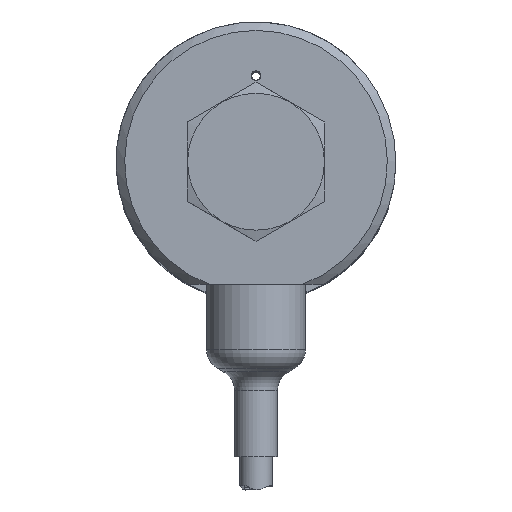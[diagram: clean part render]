
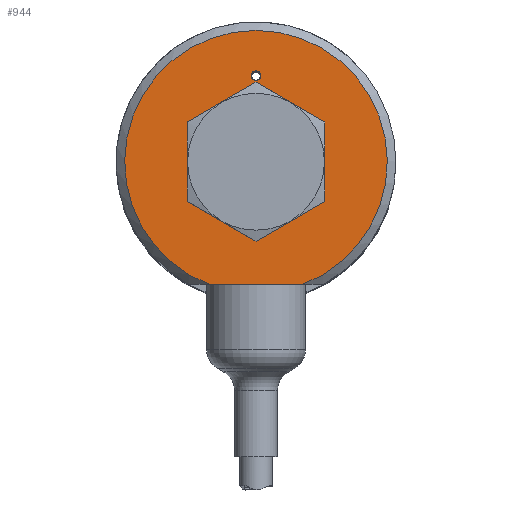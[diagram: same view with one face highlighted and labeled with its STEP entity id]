
A CAD part, top view. The second image highlights one B-rep face of the part: STEP entity #944.
In plain terms, the highlighted planar face has unit normal (0, 0, 1).
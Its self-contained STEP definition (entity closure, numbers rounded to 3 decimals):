
#125 = VECTOR ( 'NONE', #648, 1000. ) ;
#130 = LINE ( 'NONE', #896, #125 ) ;
#172 = VERTEX_POINT ( 'NONE', #421 ) ;
#177 = CARTESIAN_POINT ( 'NONE',  ( 14.25, 0., 0. ) ) ;
#218 = VERTEX_POINT ( 'NONE', #177 ) ;
#232 = AXIS2_PLACEMENT_3D ( 'NONE', #1396, #1387, #1380 ) ;
#348 = CIRCLE ( 'NONE', #1295, 1.15 ) ;
#421 = CARTESIAN_POINT ( 'NONE',  ( 1.15, 20., 0. ) ) ;
#455 = CIRCLE ( 'NONE', #1048, 30.5 ) ;
#468 = EDGE_CURVE ( 'NONE', #218, #218, #668, .T. ) ;
#483 = FACE_BOUND ( 'NONE', #1348, .T. ) ;
#486 = FACE_BOUND ( 'NONE', #1340, .T. ) ;
#503 = FACE_OUTER_BOUND ( 'NONE', #1344, .T. ) ;
#611 = CARTESIAN_POINT ( 'NONE',  ( 0., 20., 0. ) ) ;
#624 = AXIS2_PLACEMENT_3D ( 'NONE', #849, #1232, #1227 ) ;
#640 = CARTESIAN_POINT ( 'NONE',  ( 0., 0., 0. ) ) ;
#648 = DIRECTION ( 'NONE',  ( -1., 0., 0. ) ) ;
#668 = CIRCLE ( 'NONE', #232, 14.25 ) ;
#686 = CARTESIAN_POINT ( 'NONE',  ( 10.863, -28.5, 0. ) ) ;
#740 = DIRECTION ( 'NONE',  ( 1., 0., 0. ) ) ;
#757 = CARTESIAN_POINT ( 'NONE',  ( -10.863, -28.5, 0. ) ) ;
#767 = DIRECTION ( 'NONE',  ( 1., 0., 0. ) ) ;
#826 = ORIENTED_EDGE ( 'NONE', *, *, #1531, .F. ) ;
#828 = ORIENTED_EDGE ( 'NONE', *, *, #1043, .T. ) ;
#829 = ORIENTED_EDGE ( 'NONE', *, *, #1343, .T. ) ;
#832 = ORIENTED_EDGE ( 'NONE', *, *, #468, .T. ) ;
#849 = CARTESIAN_POINT ( 'NONE',  ( 0., 0., 0. ) ) ;
#881 = VERTEX_POINT ( 'NONE', #686 ) ;
#896 = CARTESIAN_POINT ( 'NONE',  ( -30.239, -28.5, 0. ) ) ;
#944 = ADVANCED_FACE ( 'NONE', ( #503, #486, #483 ), #1358, .T. ) ;
#1043 = EDGE_CURVE ( 'NONE', #881, #1545, #455, .T. ) ;
#1048 = AXIS2_PLACEMENT_3D ( 'NONE', #640, #1507, #767 ) ;
#1227 = DIRECTION ( 'NONE',  ( 1., 0., 0. ) ) ;
#1232 = DIRECTION ( 'NONE',  ( 0., 0., 1. ) ) ;
#1295 = AXIS2_PLACEMENT_3D ( 'NONE', #611, #1482, #740 ) ;
#1340 = EDGE_LOOP ( 'NONE', ( #829 ) ) ;
#1343 = EDGE_CURVE ( 'NONE', #172, #172, #348, .T. ) ;
#1344 = EDGE_LOOP ( 'NONE', ( #826, #828 ) ) ;
#1348 = EDGE_LOOP ( 'NONE', ( #832 ) ) ;
#1358 = PLANE ( 'NONE',  #624 ) ;
#1380 = DIRECTION ( 'NONE',  ( 1., 0., 0. ) ) ;
#1387 = DIRECTION ( 'NONE',  ( 0., 0., -1. ) ) ;
#1396 = CARTESIAN_POINT ( 'NONE',  ( 0., 0., 0. ) ) ;
#1482 = DIRECTION ( 'NONE',  ( 0., 0., -1. ) ) ;
#1507 = DIRECTION ( 'NONE',  ( 0., 0., 1. ) ) ;
#1531 = EDGE_CURVE ( 'NONE', #881, #1545, #130, .T. ) ;
#1545 = VERTEX_POINT ( 'NONE', #757 ) ;
